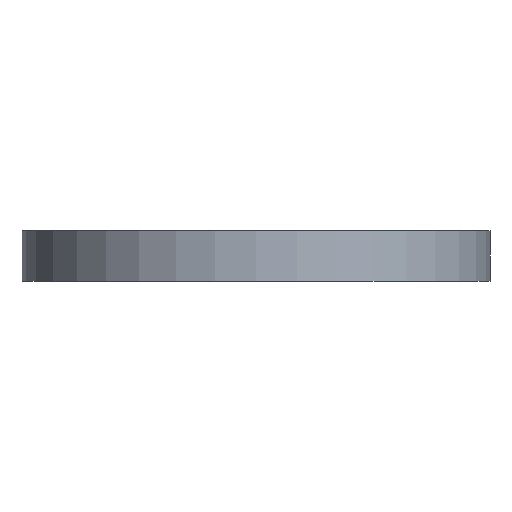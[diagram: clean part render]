
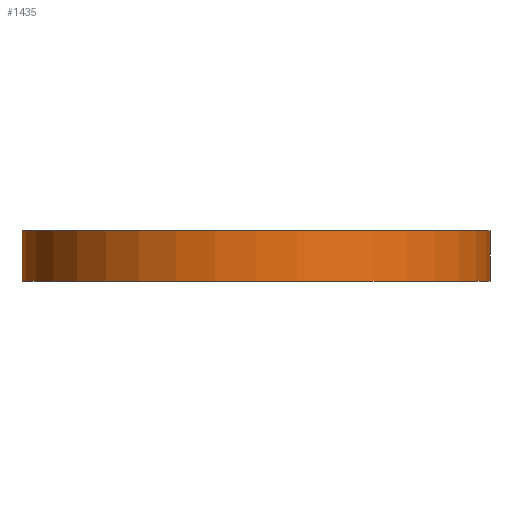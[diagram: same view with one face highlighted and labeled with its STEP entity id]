
A CAD part, front view. The second image highlights one B-rep face of the part: STEP entity #1435.
In plain terms, the highlighted cylindrical face has radius 32.501 mm (diameter 65.002 mm), a partial arc.
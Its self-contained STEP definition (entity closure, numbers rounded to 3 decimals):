
#43 = EDGE_CURVE ( 'NONE', #1610, #580, #1323, .T. ) ;
#55 = ORIENTED_EDGE ( 'NONE', *, *, #182, .T. ) ;
#65 = DIRECTION ( 'NONE',  ( -1., 0., 0. ) ) ;
#94 = FACE_OUTER_BOUND ( 'NONE', #198, .T. ) ;
#119 = CIRCLE ( 'NONE', #586, 32.501 ) ;
#178 = CARTESIAN_POINT ( 'NONE',  ( -22.468, 24.444, 7. ) ) ;
#182 = EDGE_CURVE ( 'NONE', #931, #1831, #1189, .T. ) ;
#198 = EDGE_LOOP ( 'NONE', ( #1110, #1763, #55, #265 ) ) ;
#228 = CIRCLE ( 'NONE', #537, 32.501 ) ;
#239 = DIRECTION ( 'NONE',  ( 1., 0., 0. ) ) ;
#265 = ORIENTED_EDGE ( 'NONE', *, *, #476, .T. ) ;
#354 = DIRECTION ( 'NONE',  ( 0., 0., 1. ) ) ;
#426 = CARTESIAN_POINT ( 'NONE',  ( 42.534, 24.444, 7. ) ) ;
#440 = DIRECTION ( 'NONE',  ( 0., 0., -1. ) ) ;
#466 = CARTESIAN_POINT ( 'NONE',  ( -22.468, 24.444, 0. ) ) ;
#476 = EDGE_CURVE ( 'NONE', #1831, #580, #228, .T. ) ;
#502 = VECTOR ( 'NONE', #1334, 1000. ) ;
#537 = AXIS2_PLACEMENT_3D ( 'NONE', #1588, #354, #239 ) ;
#578 = CARTESIAN_POINT ( 'NONE',  ( 42.534, 24.444, 7. ) ) ;
#580 = VERTEX_POINT ( 'NONE', #1186 ) ;
#586 = AXIS2_PLACEMENT_3D ( 'NONE', #906, #1187, #1515 ) ;
#906 = CARTESIAN_POINT ( 'NONE',  ( 10.033, 24.444, 7. ) ) ;
#931 = VERTEX_POINT ( 'NONE', #1134 ) ;
#985 = CARTESIAN_POINT ( 'NONE',  ( 10.033, 24.444, 7. ) ) ;
#1087 = EDGE_CURVE ( 'NONE', #931, #1610, #119, .T. ) ;
#1110 = ORIENTED_EDGE ( 'NONE', *, *, #43, .F. ) ;
#1134 = CARTESIAN_POINT ( 'NONE',  ( -22.468, 24.444, 7. ) ) ;
#1186 = CARTESIAN_POINT ( 'NONE',  ( 42.534, 24.444, 0. ) ) ;
#1187 = DIRECTION ( 'NONE',  ( 0., 0., 1. ) ) ;
#1189 = LINE ( 'NONE', #178, #1575 ) ;
#1323 = LINE ( 'NONE', #578, #502 ) ;
#1334 = DIRECTION ( 'NONE',  ( 0., 0., -1. ) ) ;
#1435 = ADVANCED_FACE ( 'NONE', ( #94 ), #1710, .T. ) ;
#1515 = DIRECTION ( 'NONE',  ( 1., 0., 0. ) ) ;
#1575 = VECTOR ( 'NONE', #440, 1000. ) ;
#1588 = CARTESIAN_POINT ( 'NONE',  ( 10.033, 24.444, 0. ) ) ;
#1610 = VERTEX_POINT ( 'NONE', #426 ) ;
#1710 = CYLINDRICAL_SURFACE ( 'NONE', #1847, 32.501 ) ;
#1763 = ORIENTED_EDGE ( 'NONE', *, *, #1087, .F. ) ;
#1831 = VERTEX_POINT ( 'NONE', #466 ) ;
#1847 = AXIS2_PLACEMENT_3D ( 'NONE', #985, #1880, #65 ) ;
#1880 = DIRECTION ( 'NONE',  ( 0., 0., -1. ) ) ;
